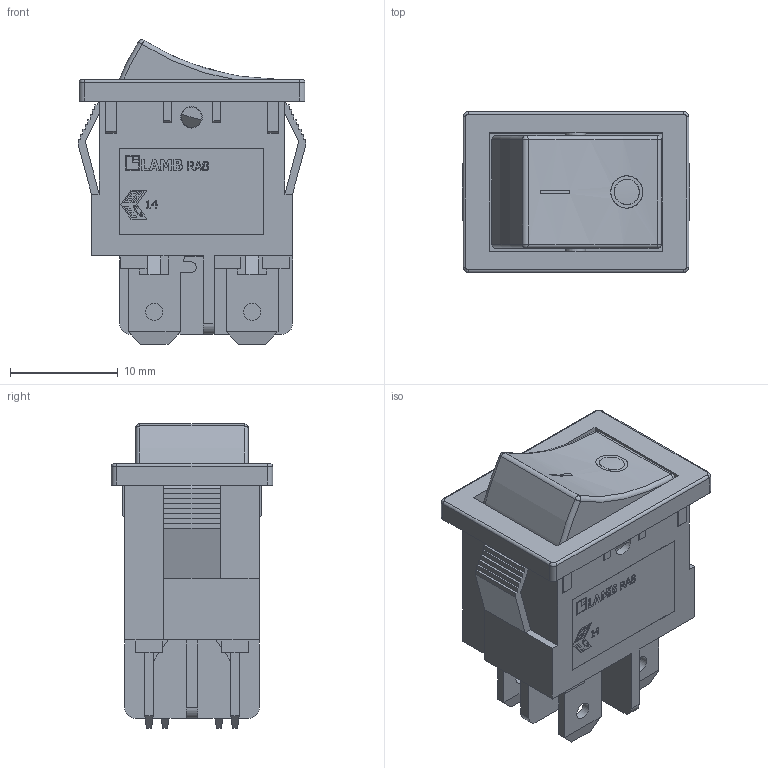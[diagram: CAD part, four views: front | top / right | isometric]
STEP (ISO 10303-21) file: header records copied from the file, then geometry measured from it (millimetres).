
FILE_DESCRIPTION(/* description */ (''),/* implementation_level */ '2;1');
FILE_NAME(/* name */ 'RA812Cx0x1-1xx.stp',/* time_stamp */ '2022-11-01T14:01:30-05:00',/* author */ ('mroman'),/* organization */ (''),/* preprocessor_version */ 'ST-DEVELOPER v18.1',/* originating_system */ 'Autodesk Inventor 2020',/* authorisation */ '');
FILE_SCHEMA (('AUTOMOTIVE_DESIGN { 1 0 10303 214 3 1 1 }'));
Length unit declared in the file: millimetre
Products named in the file (1): RA812Cx0x1-1xx
Bounding box: 21.2 x 15 x 28.3 mm (x, y, z)
Volume: 2639.6 mm3; surface area: 4312.7 mm2
Topology: 2 solids, 2 shells, 539 faces, 1478 edges, 960 vertices
Faces by surface type: plane 442, bspline 49, cylinder 36, torus 6, sphere 4, cone 2
Full cylindrical faces by diameter (mm): 1.6 x4, 2 x2
Entity records: 19202 total; most frequent: CARTESIAN_POINT 5699, ORIENTED_EDGE 2956, DIRECTION 2464, EDGE_CURVE 1478, LINE 1286, VECTOR 1286, VERTEX_POINT 960, AXIS2_PLACEMENT_3D 589
